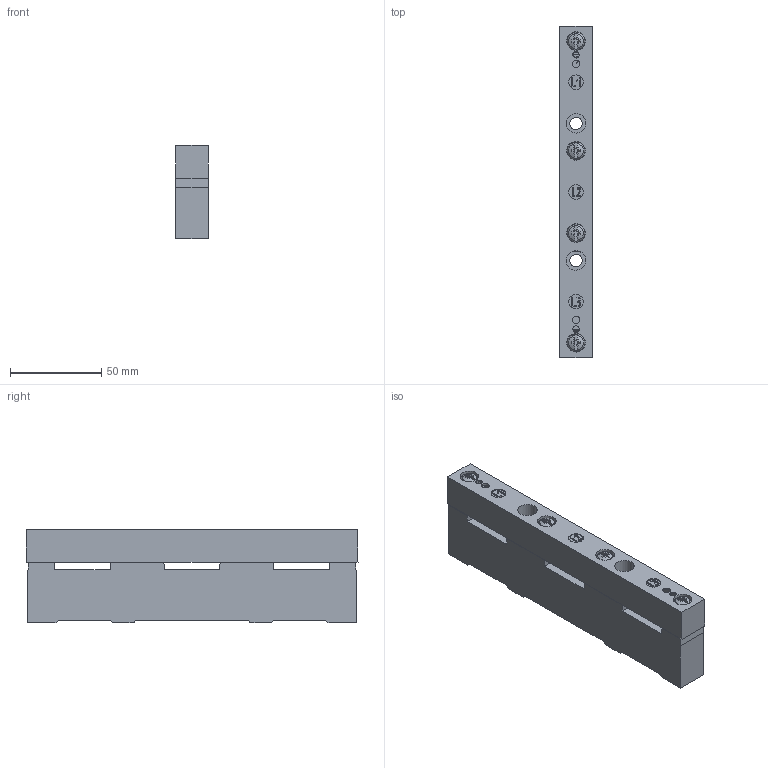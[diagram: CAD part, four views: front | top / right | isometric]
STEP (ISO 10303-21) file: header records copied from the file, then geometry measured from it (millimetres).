
FILE_DESCRIPTION(('CATIA V5 STEP'),'2;1');
FILE_NAME('G1430001_L_Sammelschienentraeger SST-60_3.stp','2015-08-10T14:43:39+00:00',('none'),('Jean Müller GmbH'),'CATIA Version 5 Release 19 SP 9 (IN-10)','CATIA V5 STEP AP214','none');
FILE_SCHEMA(('AUTOMOTIVE_DESIGN { 1 0 10303 214 1 1 1 1 }'));
Length unit declared in the file: millimetre
Products named in the file (4): G1430001_L_Sammelschienentraeger SST-60/3; 33675_L_SST-Unterteil 3-polig-SST-60/3; 33676_L_SST-Oberteil 3-polig-SST-60/3; 67481_Ejot-PT-Schraube
Assembly tree (6 placements, depth 2):
  G1430001_L_Sammelschienentraeger SST-60/3
    33675_L_SST-Unterteil 3-polig-SST-60/3
    33676_L_SST-Oberteil 3-polig-SST-60/3
    67481_Ejot-PT-Schraube  x4
Bounding box: 18 x 181.6 x 51.32 mm (x, y, z)
Volume: 108903.3 mm3; surface area: 53358.9 mm2
Topology: 6 solids, 6 shells, 944 faces, 2196 edges, 1304 vertices
Faces by surface type: plane 694, cylinder 112, torus 94, cone 32, sphere 12
Entity records: 13713 total; most frequent: CARTESIAN_POINT 2753, ORIENTED_EDGE 2454, DIRECTION 1776, EDGE_CURVE 1227, VECTOR 866, LINE 866, VERTEX_POINT 776, AXIS2_PLACEMENT_3D 584
